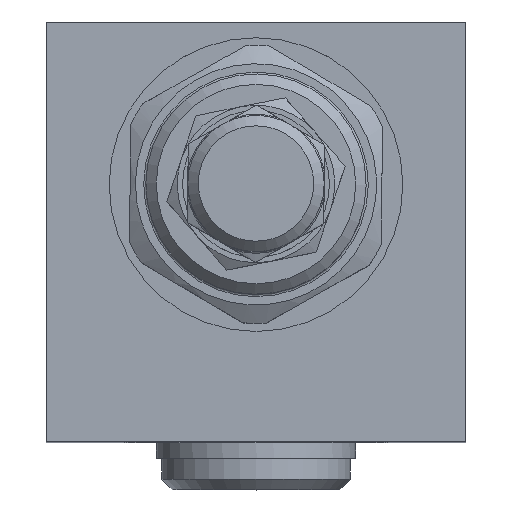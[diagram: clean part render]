
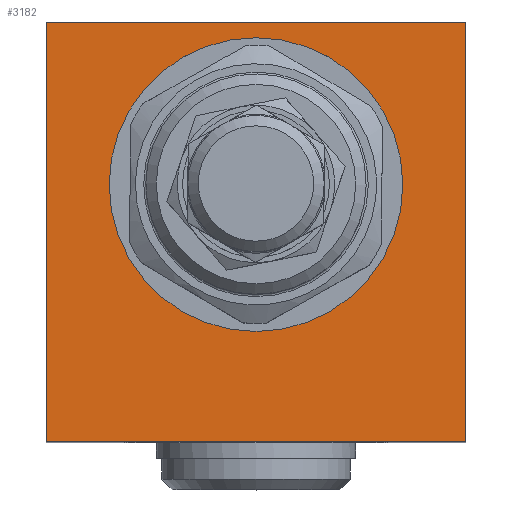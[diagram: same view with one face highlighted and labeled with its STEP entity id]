
A CAD part, top view. The second image highlights one B-rep face of the part: STEP entity #3182.
In plain terms, the highlighted planar face has unit normal (0, 0, 1).
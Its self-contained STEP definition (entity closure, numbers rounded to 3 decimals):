
#62=LINE('',#4356,#118);
#91=LINE('',#6428,#147);
#95=LINE('',#6438,#151);
#97=LINE('',#6445,#153);
#118=VECTOR('',#3618,1000.);
#147=VECTOR('',#3879,1000.);
#151=VECTOR('',#3887,1000.);
#153=VECTOR('',#3895,1000.);
#680=ORIENTED_EDGE('',*,*,#1083,.T.);
#681=ORIENTED_EDGE('',*,*,#1073,.T.);
#682=ORIENTED_EDGE('',*,*,#919,.T.);
#683=ORIENTED_EDGE('',*,*,#1078,.T.);
#684=ORIENTED_EDGE('',*,*,#1082,.T.);
#919=EDGE_CURVE('',#1190,#1189,#62,.T.);
#1073=EDGE_CURVE('',#1292,#1190,#91,.T.);
#1078=EDGE_CURVE('',#1189,#1295,#95,.T.);
#1082=EDGE_CURVE('',#1295,#1292,#97,.T.);
#1083=EDGE_CURVE('',#1298,#1298,#1436,.T.);
#1189=VERTEX_POINT('',#4355);
#1190=VERTEX_POINT('',#4357);
#1292=VERTEX_POINT('',#6429);
#1295=VERTEX_POINT('',#6437);
#1298=VERTEX_POINT('',#6448);
#1436=CIRCLE('',#3416,14.);
#1603=EDGE_LOOP('',(#680));
#1604=EDGE_LOOP('',(#681,#682,#683,#684));
#1830=FACE_BOUND('',#1603,.T.);
#1831=FACE_BOUND('',#1604,.T.);
#1976=PLANE('',#3415);
#3182=ADVANCED_FACE('',(#1830,#1831),#1976,.T.);
#3415=AXIS2_PLACEMENT_3D('',#6446,#3896,#3897);
#3416=AXIS2_PLACEMENT_3D('',#6447,#3898,#3899);
#3618=DIRECTION('',(1.,0.,0.));
#3879=DIRECTION('',(0.,-1.,0.));
#3887=DIRECTION('',(0.,1.,0.));
#3895=DIRECTION('',(-1.,0.,0.));
#3896=DIRECTION('',(0.,0.,1.));
#3897=DIRECTION('',(1.,0.,0.));
#3898=DIRECTION('',(0.,0.,-1.));
#3899=DIRECTION('',(0.,-1.,0.));
#4355=CARTESIAN_POINT('',(20.,-20.,72.));
#4356=CARTESIAN_POINT('',(-20.,-20.,72.));
#4357=CARTESIAN_POINT('',(-20.,-20.,72.));
#6428=CARTESIAN_POINT('',(-20.,20.,72.));
#6429=CARTESIAN_POINT('',(-20.,20.,72.));
#6437=CARTESIAN_POINT('',(20.,20.,72.));
#6438=CARTESIAN_POINT('',(20.,-20.,72.));
#6445=CARTESIAN_POINT('',(20.,20.,72.));
#6446=CARTESIAN_POINT('',(0.,0.,72.));
#6447=CARTESIAN_POINT('',(0.,4.5,72.));
#6448=CARTESIAN_POINT('',(0.,-9.5,72.));
